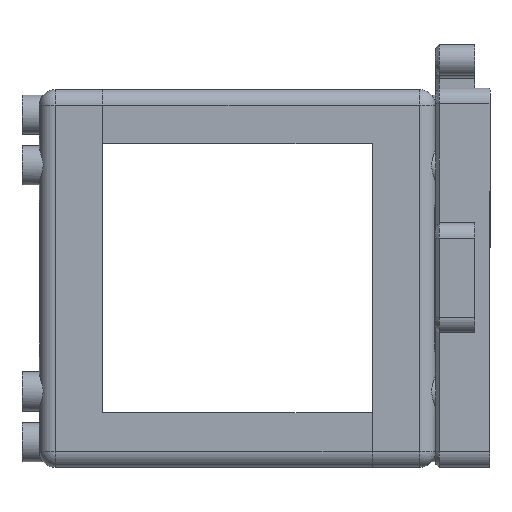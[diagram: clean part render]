
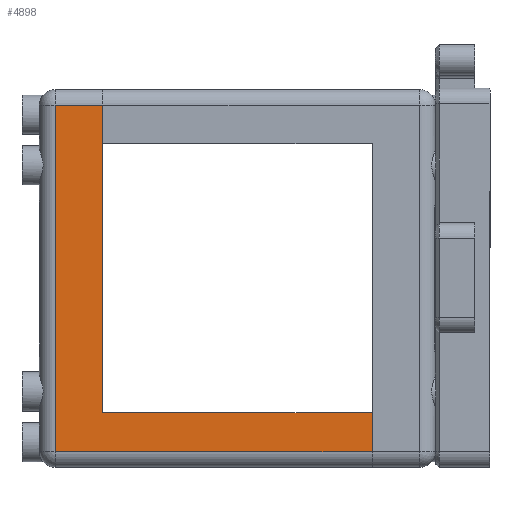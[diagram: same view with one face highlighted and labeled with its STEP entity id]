
A CAD part, left-side view. The second image highlights one B-rep face of the part: STEP entity #4898.
In plain terms, the highlighted face is planar.
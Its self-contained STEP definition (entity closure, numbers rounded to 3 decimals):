
#215=PLANE('',#5317);
#393=LINE('',#7816,#845);
#422=LINE('',#8025,#874);
#424=LINE('',#8031,#876);
#425=LINE('',#8033,#877);
#426=LINE('',#8035,#878);
#427=LINE('',#8036,#879);
#845=VECTOR('',#5931,10.);
#874=VECTOR('',#6048,10.);
#876=VECTOR('',#6054,10.);
#877=VECTOR('',#6055,10.);
#878=VECTOR('',#6056,10.);
#879=VECTOR('',#6057,10.);
#1384=FACE_OUTER_BOUND('',#1655,.T.);
#1655=EDGE_LOOP('',(#3632,#3633,#3634,#3635,#3636,#3637));
#2238=VERTEX_POINT('',#7813);
#2239=VERTEX_POINT('',#7815);
#2284=VERTEX_POINT('',#8024);
#2286=VERTEX_POINT('',#8030);
#2287=VERTEX_POINT('',#8032);
#2288=VERTEX_POINT('',#8034);
#2736=EDGE_CURVE('',#2238,#2239,#393,.T.);
#2806=EDGE_CURVE('',#2284,#2239,#422,.T.);
#2809=EDGE_CURVE('',#2286,#2238,#424,.T.);
#2810=EDGE_CURVE('',#2286,#2287,#425,.T.);
#2811=EDGE_CURVE('',#2287,#2288,#426,.T.);
#2812=EDGE_CURVE('',#2288,#2284,#427,.T.);
#3632=ORIENTED_EDGE('',*,*,#2736,.F.);
#3633=ORIENTED_EDGE('',*,*,#2809,.F.);
#3634=ORIENTED_EDGE('',*,*,#2810,.T.);
#3635=ORIENTED_EDGE('',*,*,#2811,.T.);
#3636=ORIENTED_EDGE('',*,*,#2812,.T.);
#3637=ORIENTED_EDGE('',*,*,#2806,.T.);
#4898=ADVANCED_FACE('',(#1384),#215,.T.);
#5317=AXIS2_PLACEMENT_3D('',#8029,#6052,#6053);
#5931=DIRECTION('',(1.,0.,0.));
#6048=DIRECTION('',(0.,0.,-1.));
#6052=DIRECTION('center_axis',(0.,1.,0.));
#6053=DIRECTION('ref_axis',(1.,0.,0.));
#6054=DIRECTION('',(0.,0.,-1.));
#6055=DIRECTION('',(1.,0.,0.));
#6056=DIRECTION('',(0.,0.,-1.));
#6057=DIRECTION('',(1.,0.,0.));
#7813=CARTESIAN_POINT('',(-21.9,23.9,2.));
#7815=CARTESIAN_POINT('',(21.9,23.9,2.));
#7816=CARTESIAN_POINT('',(-10.95,23.9,2.));
#8024=CARTESIAN_POINT('',(21.9,23.9,8.));
#8025=CARTESIAN_POINT('',(21.9,23.9,0.));
#8029=CARTESIAN_POINT('Origin',(-21.9,23.9,0.));
#8030=CARTESIAN_POINT('',(-21.9,23.9,42.1));
#8031=CARTESIAN_POINT('',(-21.9,23.9,0.));
#8032=CARTESIAN_POINT('',(-17.02,23.9,42.1));
#8033=CARTESIAN_POINT('',(-21.43,23.9,42.1));
#8034=CARTESIAN_POINT('',(-17.02,23.9,8.));
#8035=CARTESIAN_POINT('',(-17.02,23.9,4.));
#8036=CARTESIAN_POINT('',(-10.95,23.9,8.));
